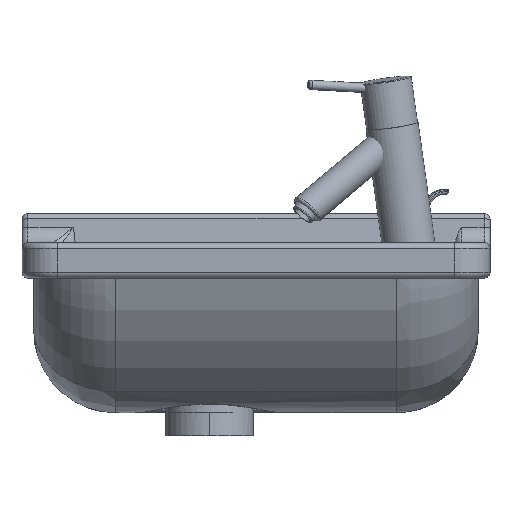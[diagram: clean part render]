
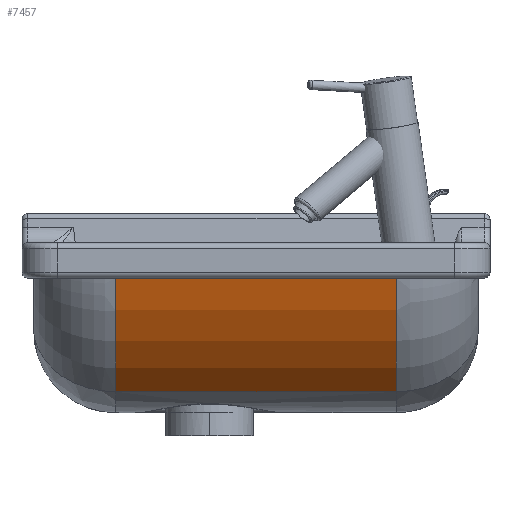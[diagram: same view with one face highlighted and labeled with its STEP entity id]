
A CAD part, front view. The second image highlights one B-rep face of the part: STEP entity #7457.
In plain terms, the highlighted cylindrical face has radius 185.237 mm (diameter 370.473 mm), a partial arc.
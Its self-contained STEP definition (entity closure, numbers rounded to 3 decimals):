
#2914=CARTESIAN_POINT('',(277.199,-162.339,37.801));
#2915=VERTEX_POINT('',#2914);
#2923=CARTESIAN_POINT('',(37.199,-162.339,37.801));
#2924=VERTEX_POINT('',#2923);
#2925=CARTESIAN_POINT('',(277.199,-162.339,37.801));
#2926=DIRECTION('',(-1.0,0.0,0.0));
#2927=VECTOR('',#2926,240.);
#2928=LINE('',#2925,#2927);
#2929=EDGE_CURVE('',#2915,#2924,#2928,.T.);
#7107=CARTESIAN_POINT('',(37.199,-225.065,135.001));
#7108=VERTEX_POINT('',#7107);
#7173=CARTESIAN_POINT('',(277.199,-225.065,135.001));
#7174=VERTEX_POINT('',#7173);
#7175=CARTESIAN_POINT('',(277.199,-225.065,135.001));
#7176=DIRECTION('',(-1.0,0.0,0.0));
#7177=VECTOR('',#7176,240.);
#7178=LINE('',#7175,#7177);
#7179=EDGE_CURVE('',#7174,#7108,#7178,.T.);
#7430=CARTESIAN_POINT('',(37.199,-45.843,181.82));
#7431=DIRECTION('',(-1.,0.,0.));
#7432=DIRECTION('',(0.,-0.842,-0.539));
#7433=AXIS2_PLACEMENT_3D('',#7430,#7431,#7432);
#7434=CIRCLE('',#7433,185.236);
#7435=EDGE_CURVE('',#2924,#7108,#7434,.T.);
#7440=CARTESIAN_POINT('',(347.199,-45.843,181.82));
#7441=DIRECTION('',(-1.0,0.0,0.0));
#7442=DIRECTION('',(0.0,-0.97,-0.245));
#7443=AXIS2_PLACEMENT_3D('',#7440,#7441,#7442);
#7444=CYLINDRICAL_SURFACE('',#7443,185.236);
#7445=ORIENTED_EDGE('',*,*,#7435,.F.);
#7446=ORIENTED_EDGE('',*,*,#2929,.F.);
#7447=CARTESIAN_POINT('',(277.199,-45.843,181.82));
#7448=DIRECTION('',(1.0,0.0,0.0));
#7449=DIRECTION('',(0.0,-0.842,-0.539));
#7450=AXIS2_PLACEMENT_3D('',#7447,#7448,#7449);
#7451=CIRCLE('',#7450,185.236);
#7452=EDGE_CURVE('',#7174,#2915,#7451,.T.);
#7453=ORIENTED_EDGE('',*,*,#7452,.F.);
#7454=ORIENTED_EDGE('',*,*,#7179,.T.);
#7455=EDGE_LOOP('',(#7445,#7446,#7453,#7454));
#7456=FACE_OUTER_BOUND('',#7455,.T.);
#7457=ADVANCED_FACE('',(#7456),#7444,.T.);
